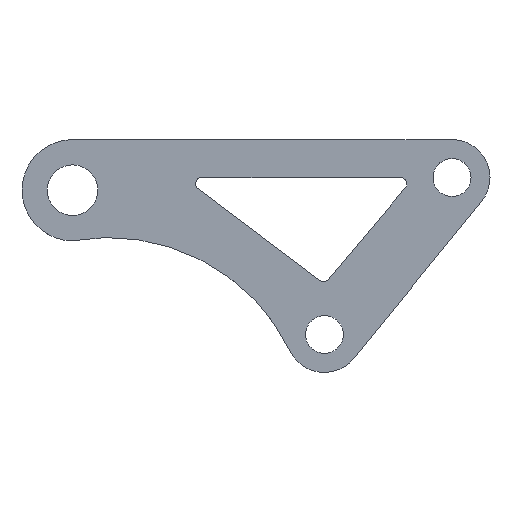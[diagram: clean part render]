
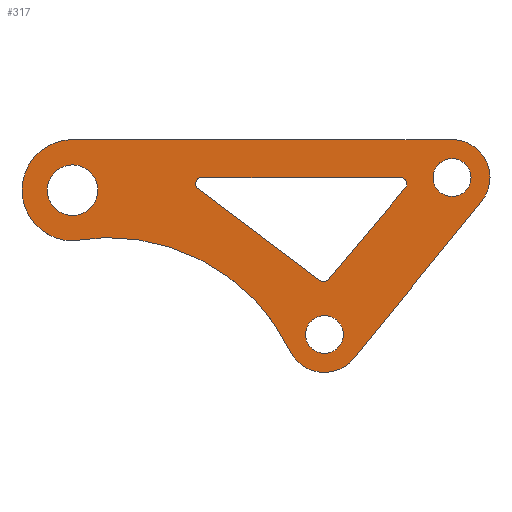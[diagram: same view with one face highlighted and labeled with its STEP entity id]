
A CAD part, top view. The second image highlights one B-rep face of the part: STEP entity #317.
In plain terms, the highlighted planar face has unit normal (0, 0, 1).
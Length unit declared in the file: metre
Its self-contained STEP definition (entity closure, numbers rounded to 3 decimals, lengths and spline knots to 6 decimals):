
#13=CIRCLE('',#338,0.0254);
#15=CIRCLE('',#341,0.1016);
#17=CIRCLE('',#344,0.01905);
#18=CIRCLE('',#349,0.0127);
#20=CIRCLE('',#352,0.009525);
#22=CIRCLE('',#355,0.009525);
#25=CIRCLE('',#360,0.01905);
#26=CIRCLE('',#362,0.003175);
#27=CIRCLE('',#363,0.003175);
#28=CIRCLE('',#364,0.003175);
#84=ORIENTED_EDGE('',*,*,#158,.T.);
#85=ORIENTED_EDGE('',*,*,#162,.T.);
#86=ORIENTED_EDGE('',*,*,#142,.T.);
#87=ORIENTED_EDGE('',*,*,#163,.T.);
#88=ORIENTED_EDGE('',*,*,#148,.T.);
#89=ORIENTED_EDGE('',*,*,#164,.T.);
#90=ORIENTED_EDGE('',*,*,#154,.F.);
#91=ORIENTED_EDGE('',*,*,#152,.F.);
#92=ORIENTED_EDGE('',*,*,#150,.F.);
#93=ORIENTED_EDGE('',*,*,#128,.F.);
#94=ORIENTED_EDGE('',*,*,#132,.T.);
#95=ORIENTED_EDGE('',*,*,#135,.F.);
#96=ORIENTED_EDGE('',*,*,#138,.T.);
#97=ORIENTED_EDGE('',*,*,#141,.F.);
#98=ORIENTED_EDGE('',*,*,#161,.T.);
#128=EDGE_CURVE('',#170,#171,#200,.T.);
#132=EDGE_CURVE('',#170,#173,#13,.T.);
#135=EDGE_CURVE('',#175,#173,#15,.T.);
#138=EDGE_CURVE('',#175,#177,#17,.T.);
#141=EDGE_CURVE('',#179,#177,#207,.T.);
#142=EDGE_CURVE('',#180,#181,#208,.T.);
#148=EDGE_CURVE('',#187,#186,#214,.T.);
#150=EDGE_CURVE('',#188,#188,#18,.T.);
#152=EDGE_CURVE('',#190,#190,#20,.T.);
#154=EDGE_CURVE('',#192,#192,#22,.T.);
#158=EDGE_CURVE('',#197,#196,#218,.T.);
#161=EDGE_CURVE('',#179,#171,#25,.T.);
#162=EDGE_CURVE('',#196,#180,#26,.F.);
#163=EDGE_CURVE('',#181,#187,#27,.F.);
#164=EDGE_CURVE('',#186,#197,#28,.F.);
#170=VERTEX_POINT('',#476);
#171=VERTEX_POINT('',#478);
#173=VERTEX_POINT('',#484);
#175=VERTEX_POINT('',#490);
#177=VERTEX_POINT('',#496);
#179=VERTEX_POINT('',#502);
#180=VERTEX_POINT('',#506);
#181=VERTEX_POINT('',#507);
#186=VERTEX_POINT('',#518);
#187=VERTEX_POINT('',#520);
#188=VERTEX_POINT('',#524);
#190=VERTEX_POINT('',#529);
#192=VERTEX_POINT('',#534);
#196=VERTEX_POINT('',#542);
#197=VERTEX_POINT('',#544);
#200=LINE('',#477,#222);
#207=LINE('',#503,#229);
#208=LINE('',#505,#230);
#214=LINE('',#519,#236);
#218=LINE('',#543,#240);
#222=VECTOR('',#378,1.);
#229=VECTOR('',#405,1.);
#230=VECTOR('',#408,1.);
#236=VECTOR('',#416,1.);
#240=VECTOR('',#440,1.);
#257=EDGE_LOOP('',(#84,#85,#86,#87,#88,#89));
#258=EDGE_LOOP('',(#90));
#259=EDGE_LOOP('',(#91));
#260=EDGE_LOOP('',(#92));
#261=EDGE_LOOP('',(#93,#94,#95,#96,#97,#98));
#285=FACE_BOUND('',#257,.T.);
#286=FACE_BOUND('',#258,.T.);
#287=FACE_BOUND('',#259,.T.);
#288=FACE_BOUND('',#260,.T.);
#289=FACE_BOUND('',#261,.T.);
#303=PLANE('',#361);
#317=ADVANCED_FACE('',(#285,#286,#287,#288,#289),#303,.T.);
#338=AXIS2_PLACEMENT_3D('',#485,#385,#386);
#341=AXIS2_PLACEMENT_3D('',#491,#392,#393);
#344=AXIS2_PLACEMENT_3D('',#497,#399,#400);
#349=AXIS2_PLACEMENT_3D('',#523,#420,#421);
#352=AXIS2_PLACEMENT_3D('',#528,#426,#427);
#355=AXIS2_PLACEMENT_3D('',#533,#432,#433);
#360=AXIS2_PLACEMENT_3D('',#548,#446,#447);
#361=AXIS2_PLACEMENT_3D('',#549,#448,#449);
#362=AXIS2_PLACEMENT_3D('',#550,#450,#451);
#363=AXIS2_PLACEMENT_3D('',#551,#452,#453);
#364=AXIS2_PLACEMENT_3D('',#552,#454,#455);
#378=DIRECTION('',(1.,0.,0.));
#385=DIRECTION('',(0.,0.,1.));
#386=DIRECTION('',(1.,0.,0.));
#392=DIRECTION('',(0.,0.,1.));
#393=DIRECTION('',(1.,0.,0.));
#399=DIRECTION('',(0.,0.,1.));
#400=DIRECTION('',(1.,0.,0.));
#405=DIRECTION('',(-0.631,-0.776,0.));
#408=DIRECTION('',(-0.799,0.601,0.));
#416=DIRECTION('',(1.,0.,0.));
#420=DIRECTION('',(0.,0.,1.));
#421=DIRECTION('',(1.,0.,0.));
#426=DIRECTION('',(0.,0.,1.));
#427=DIRECTION('',(1.,0.,0.));
#432=DIRECTION('',(0.,0.,1.));
#433=DIRECTION('',(1.,0.,0.));
#440=DIRECTION('',(-0.644,-0.765,0.));
#446=DIRECTION('',(0.,0.,1.));
#447=DIRECTION('',(1.,0.,0.));
#448=DIRECTION('',(0.,0.,1.));
#449=DIRECTION('',(1.,0.,0.));
#450=DIRECTION('',(0.,0.,1.));
#451=DIRECTION('',(1.,0.,0.));
#452=DIRECTION('',(0.,0.,1.));
#453=DIRECTION('',(1.,0.,0.));
#454=DIRECTION('',(0.,0.,1.));
#455=DIRECTION('',(1.,0.,0.));
#476=CARTESIAN_POINT('',(0.,0.0254,0.002032));
#477=CARTESIAN_POINT('',(0.09525,0.0254,0.002032));
#478=CARTESIAN_POINT('',(0.1905,0.0254,0.002032));
#484=CARTESIAN_POINT('',(0.,-0.0254,0.002032));
#485=CARTESIAN_POINT('',(0.,0.,0.002032));
#490=CARTESIAN_POINT('',(0.109318,-0.080819,0.002032));
#491=CARTESIAN_POINT('',(0.018016,-0.12539,0.002032));
#496=CARTESIAN_POINT('',(0.14122,-0.084478,0.002032));
#497=CARTESIAN_POINT('',(0.126438,-0.072463,0.002032));
#502=CARTESIAN_POINT('',(0.205282,-0.005666,0.002032));
#503=CARTESIAN_POINT('',(0.173251,-0.045072,0.002032));
#505=CARTESIAN_POINT('',(0.090905,-0.020356,0.002032));
#506=CARTESIAN_POINT('',(0.124037,-0.045258,0.002032));
#507=CARTESIAN_POINT('',(0.062973,0.000637,0.002032));
#518=CARTESIAN_POINT('',(0.164622,0.00635,0.002032));
#519=CARTESIAN_POINT('',(0.113411,0.00635,0.002032));
#520=CARTESIAN_POINT('',(0.064881,0.00635,0.002032));
#523=CARTESIAN_POINT('',(0.,0.,0.002032));
#524=CARTESIAN_POINT('',(0.0127,0.,0.002032));
#528=CARTESIAN_POINT('',(0.1905,0.00635,0.002032));
#529=CARTESIAN_POINT('',(0.200025,0.00635,0.002032));
#533=CARTESIAN_POINT('',(0.126438,-0.072463,0.002032));
#534=CARTESIAN_POINT('',(0.135963,-0.072463,0.002032));
#542=CARTESIAN_POINT('',(0.128373,-0.044766,0.002032));
#543=CARTESIAN_POINT('',(0.148944,-0.020356,0.002032));
#544=CARTESIAN_POINT('',(0.16705,0.001129,0.002032));
#548=CARTESIAN_POINT('',(0.1905,0.00635,0.002032));
#549=CARTESIAN_POINT('',(0.092075,-0.033056,0.002032));
#550=CARTESIAN_POINT('',(0.125945,-0.04272,0.002032));
#551=CARTESIAN_POINT('',(0.064881,0.003175,0.002032));
#552=CARTESIAN_POINT('',(0.164622,0.003175,0.002032));
